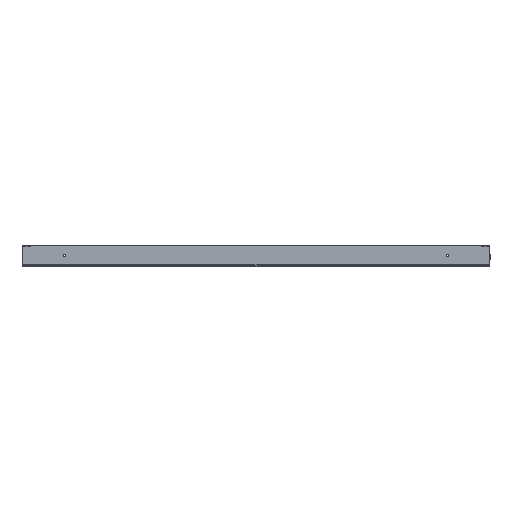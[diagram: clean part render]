
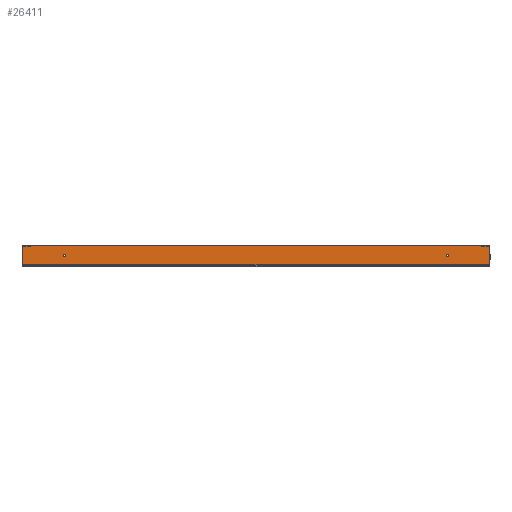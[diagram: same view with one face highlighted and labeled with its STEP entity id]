
A CAD part, front view. The second image highlights one B-rep face of the part: STEP entity #26411.
In plain terms, the highlighted planar face has unit normal (0, -1, 0).
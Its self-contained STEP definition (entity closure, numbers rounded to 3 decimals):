
#57 = CIRCLE ( 'NONE', #55661, 1. ) ;
#130 = VECTOR ( 'NONE', #37582, 1000. ) ;
#234 = CARTESIAN_POINT ( 'NONE',  ( 546.929, -900., 48. ) ) ;
#708 = CARTESIAN_POINT ( 'NONE',  ( -546.929, -900., 48. ) ) ;
#941 = CARTESIAN_POINT ( 'NONE',  ( -550., -900., 2. ) ) ;
#1468 = FACE_OUTER_BOUND ( 'NONE', #45530, .T. ) ;
#1575 = VERTEX_POINT ( 'NONE', #38506 ) ;
#2609 = ORIENTED_EDGE ( 'NONE', *, *, #49637, .T. ) ;
#3949 = AXIS2_PLACEMENT_3D ( 'NONE', #33891, #56728, #11359 ) ;
#5742 = CARTESIAN_POINT ( 'NONE',  ( -547.929, -900., 0. ) ) ;
#6568 = CARTESIAN_POINT ( 'NONE',  ( 450., -900., 24. ) ) ;
#6735 = DIRECTION ( 'NONE',  ( 0., 1., 0. ) ) ;
#6778 = AXIS2_PLACEMENT_3D ( 'NONE', #7288, #20814, #42745 ) ;
#6787 = AXIS2_PLACEMENT_3D ( 'NONE', #6568, #19792, #25183 ) ;
#7288 = CARTESIAN_POINT ( 'NONE',  ( 450., -900., 24. ) ) ;
#7558 = VERTEX_POINT ( 'NONE', #32670 ) ;
#7562 = LINE ( 'NONE', #56019, #27860 ) ;
#8860 = ORIENTED_EDGE ( 'NONE', *, *, #44960, .F. ) ;
#10665 = CARTESIAN_POINT ( 'NONE',  ( 0., -900., 48. ) ) ;
#11256 = LINE ( 'NONE', #10665, #34595 ) ;
#11359 = DIRECTION ( 'NONE',  ( 0., 0., 1. ) ) ;
#11927 = EDGE_LOOP ( 'NONE', ( #12847, #45253 ) ) ;
#12847 = ORIENTED_EDGE ( 'NONE', *, *, #14044, .T. ) ;
#13250 = ORIENTED_EDGE ( 'NONE', *, *, #21071, .T. ) ;
#14044 = EDGE_CURVE ( 'NONE', #38232, #27068, #39270, .T. ) ;
#15619 = ORIENTED_EDGE ( 'NONE', *, *, #32537, .F. ) ;
#15892 = FACE_BOUND ( 'NONE', #11927, .T. ) ;
#16181 = PLANE ( 'NONE',  #3949 ) ;
#18377 = DIRECTION ( 'NONE',  ( 0., 0., 1. ) ) ;
#19399 = DIRECTION ( 'NONE',  ( -1., 0., 0. ) ) ;
#19792 = DIRECTION ( 'NONE',  ( 0., 1., 0. ) ) ;
#20814 = DIRECTION ( 'NONE',  ( 0., 1., 0. ) ) ;
#21071 = EDGE_CURVE ( 'NONE', #31844, #7558, #7562, .T. ) ;
#22319 = EDGE_CURVE ( 'NONE', #54427, #58130, #37458, .T. ) ;
#22894 = DIRECTION ( 'NONE',  ( 0., -1., 0. ) ) ;
#22904 = DIRECTION ( 'NONE',  ( 0., 0., 1. ) ) ;
#23750 = ORIENTED_EDGE ( 'NONE', *, *, #42979, .T. ) ;
#23779 = LINE ( 'NONE', #941, #130 ) ;
#24656 = LINE ( 'NONE', #5742, #28814 ) ;
#25051 = DIRECTION ( 'NONE',  ( 0., 0., 1. ) ) ;
#25183 = DIRECTION ( 'NONE',  ( 0., 0., 1. ) ) ;
#26029 = CIRCLE ( 'NONE', #57668, 3. ) ;
#26329 = CARTESIAN_POINT ( 'NONE',  ( -450., -900., 24. ) ) ;
#26411 = ADVANCED_FACE ( 'NONE', ( #15892, #28796, #1468 ), #16181, .F. ) ;
#26908 = CARTESIAN_POINT ( 'NONE',  ( -547.929, -900., 47. ) ) ;
#26972 = AXIS2_PLACEMENT_3D ( 'NONE', #51085, #22894, #18377 ) ;
#27068 = VERTEX_POINT ( 'NONE', #41594 ) ;
#27691 = CARTESIAN_POINT ( 'NONE',  ( 546.929, -900., 47. ) ) ;
#27860 = VECTOR ( 'NONE', #46982, 1000. ) ;
#28796 = FACE_BOUND ( 'NONE', #44515, .T. ) ;
#28814 = VECTOR ( 'NONE', #52281, 1000. ) ;
#29263 = CARTESIAN_POINT ( 'NONE',  ( -450., -900., 24. ) ) ;
#30297 = EDGE_CURVE ( 'NONE', #33791, #34506, #53866, .T. ) ;
#31294 = CARTESIAN_POINT ( 'NONE',  ( 450., -900., 27. ) ) ;
#31595 = DIRECTION ( 'NONE',  ( 0., -1., 0. ) ) ;
#31844 = VERTEX_POINT ( 'NONE', #56189 ) ;
#32537 = EDGE_CURVE ( 'NONE', #31844, #1575, #23779, .T. ) ;
#32658 = CIRCLE ( 'NONE', #6787, 3. ) ;
#32670 = CARTESIAN_POINT ( 'NONE',  ( 547.929, -900., 47. ) ) ;
#33791 = VERTEX_POINT ( 'NONE', #708 ) ;
#33891 = CARTESIAN_POINT ( 'NONE',  ( 0., -900., 0. ) ) ;
#34506 = VERTEX_POINT ( 'NONE', #26908 ) ;
#34595 = VECTOR ( 'NONE', #19399, 1000. ) ;
#35325 = DIRECTION ( 'NONE',  ( 0., 1., 0. ) ) ;
#35914 = DIRECTION ( 'NONE',  ( 0., 0., 1. ) ) ;
#37458 = CIRCLE ( 'NONE', #6778, 3. ) ;
#37582 = DIRECTION ( 'NONE',  ( -1., 0., 0. ) ) ;
#38232 = VERTEX_POINT ( 'NONE', #50519 ) ;
#38506 = CARTESIAN_POINT ( 'NONE',  ( -547.929, -900., 2. ) ) ;
#39270 = CIRCLE ( 'NONE', #48870, 3. ) ;
#41594 = CARTESIAN_POINT ( 'NONE',  ( -450., -900., 27. ) ) ;
#42745 = DIRECTION ( 'NONE',  ( 0., 0., 1. ) ) ;
#42979 = EDGE_CURVE ( 'NONE', #7558, #44049, #57, .T. ) ;
#44049 = VERTEX_POINT ( 'NONE', #234 ) ;
#44241 = ORIENTED_EDGE ( 'NONE', *, *, #48310, .T. ) ;
#44515 = EDGE_LOOP ( 'NONE', ( #2609, #52917 ) ) ;
#44960 = EDGE_CURVE ( 'NONE', #1575, #34506, #24656, .T. ) ;
#45253 = ORIENTED_EDGE ( 'NONE', *, *, #50930, .T. ) ;
#45530 = EDGE_LOOP ( 'NONE', ( #44241, #51739, #8860, #15619, #13250, #23750 ) ) ;
#46982 = DIRECTION ( 'NONE',  ( 0., 0., 1. ) ) ;
#48310 = EDGE_CURVE ( 'NONE', #44049, #33791, #11256, .T. ) ;
#48870 = AXIS2_PLACEMENT_3D ( 'NONE', #26329, #35325, #35914 ) ;
#49637 = EDGE_CURVE ( 'NONE', #58130, #54427, #32658, .T. ) ;
#50519 = CARTESIAN_POINT ( 'NONE',  ( -450., -900., 21. ) ) ;
#50930 = EDGE_CURVE ( 'NONE', #27068, #38232, #26029, .T. ) ;
#51085 = CARTESIAN_POINT ( 'NONE',  ( -546.929, -900., 47. ) ) ;
#51739 = ORIENTED_EDGE ( 'NONE', *, *, #30297, .T. ) ;
#52281 = DIRECTION ( 'NONE',  ( 0., 0., 1. ) ) ;
#52917 = ORIENTED_EDGE ( 'NONE', *, *, #22319, .T. ) ;
#53866 = CIRCLE ( 'NONE', #26972, 1. ) ;
#54427 = VERTEX_POINT ( 'NONE', #31294 ) ;
#55661 = AXIS2_PLACEMENT_3D ( 'NONE', #27691, #31595, #22904 ) ;
#56019 = CARTESIAN_POINT ( 'NONE',  ( 547.929, -900., 0. ) ) ;
#56189 = CARTESIAN_POINT ( 'NONE',  ( 547.929, -900., 2. ) ) ;
#56728 = DIRECTION ( 'NONE',  ( 0., 1., 0. ) ) ;
#57668 = AXIS2_PLACEMENT_3D ( 'NONE', #29263, #6735, #25051 ) ;
#58130 = VERTEX_POINT ( 'NONE', #59102 ) ;
#59102 = CARTESIAN_POINT ( 'NONE',  ( 450., -900., 21. ) ) ;
